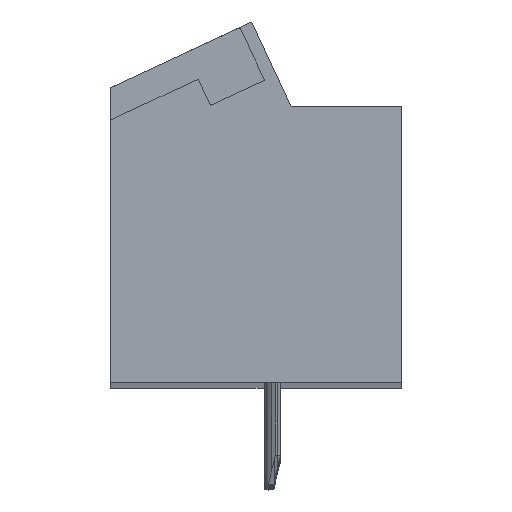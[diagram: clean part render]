
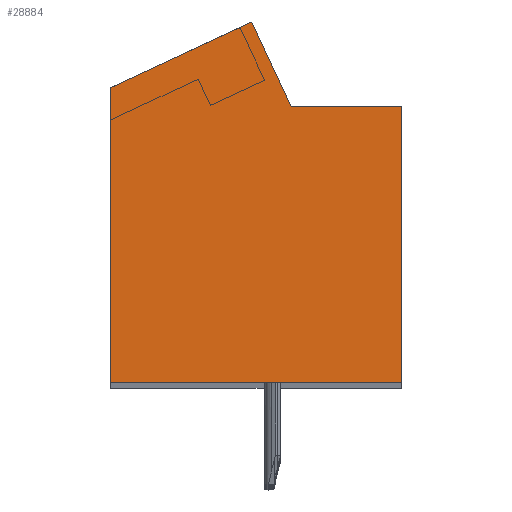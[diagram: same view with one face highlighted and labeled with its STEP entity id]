
A CAD part, top view. The second image highlights one B-rep face of the part: STEP entity #28884.
In plain terms, the highlighted planar face has unit normal (0, 0, 1).
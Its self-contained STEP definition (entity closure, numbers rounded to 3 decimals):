
#10203=DIRECTION('',(-1.,0.,0.));
#10204=VECTOR('',#10203,3.79);
#10205=CARTESIAN_POINT('',(5.002,3.3,111.75));
#10206=LINE('',#10205,#10204);
#10207=DIRECTION('',(0.,1.,0.));
#10208=VECTOR('',#10207,9.5);
#10209=CARTESIAN_POINT('',(5.002,-6.2,111.75));
#10210=LINE('',#10209,#10208);
#10211=DIRECTION('',(1.,0.,0.));
#10212=VECTOR('',#10211,10.);
#10213=CARTESIAN_POINT('',(-4.998,-6.2,111.75));
#10214=LINE('',#10213,#10212);
#10215=DIRECTION('',(0.,-1.,0.));
#10216=VECTOR('',#10215,10.135);
#10217=CARTESIAN_POINT('',(-4.998,3.935,111.75));
#10218=LINE('',#10217,#10216);
#10219=DIRECTION('',(-0.906,-0.423,0.));
#10220=VECTOR('',#10219,5.36);
#10221=CARTESIAN_POINT('',(-0.14,6.2,111.75));
#10222=LINE('',#10221,#10220);
#10223=DIRECTION('',(-0.423,0.906,0.));
#10224=VECTOR('',#10223,3.2);
#10225=CARTESIAN_POINT('',(1.212,3.3,111.75));
#10226=LINE('',#10225,#10224);
#12378=CARTESIAN_POINT('',(5.002,3.3,111.75));
#12379=CARTESIAN_POINT('',(1.212,3.3,111.75));
#12380=VERTEX_POINT('',#12378);
#12381=VERTEX_POINT('',#12379);
#12382=CARTESIAN_POINT('',(-0.14,6.2,111.75));
#12383=VERTEX_POINT('',#12382);
#12384=CARTESIAN_POINT('',(-4.998,3.935,111.75));
#12385=VERTEX_POINT('',#12384);
#12386=CARTESIAN_POINT('',(-4.998,-6.2,111.75));
#12387=VERTEX_POINT('',#12386);
#12388=CARTESIAN_POINT('',(5.002,-6.2,111.75));
#12389=VERTEX_POINT('',#12388);
#28871=CARTESIAN_POINT('',(0.,0.,111.75));
#28872=DIRECTION('',(0.,0.,1.));
#28873=DIRECTION('',(1.,0.,0.));
#28874=AXIS2_PLACEMENT_3D('',#28871,#28872,#28873);
#28875=PLANE('',#28874);
#28876=ORIENTED_EDGE('',*,*,#15857,.F.);
#28877=ORIENTED_EDGE('',*,*,#15872,.F.);
#28878=ORIENTED_EDGE('',*,*,#15886,.F.);
#28879=ORIENTED_EDGE('',*,*,#16321,.F.);
#28880=ORIENTED_EDGE('',*,*,#16787,.F.);
#28881=ORIENTED_EDGE('',*,*,#28865,.F.);
#28882=EDGE_LOOP('',(#28876,#28877,#28878,#28879,#28880,#28881));
#28883=FACE_OUTER_BOUND('',#28882,.F.);
#15857=EDGE_CURVE('',#12380,#12381,#10206,.T.);
#15872=EDGE_CURVE('',#12389,#12380,#10210,.T.);
#15886=EDGE_CURVE('',#12387,#12389,#10214,.T.);
#16321=EDGE_CURVE('',#12385,#12387,#10218,.T.);
#16787=EDGE_CURVE('',#12383,#12385,#10222,.T.);
#28865=EDGE_CURVE('',#12381,#12383,#10226,.T.);
#28884=ADVANCED_FACE('',(#28883),#28875,.T.);
